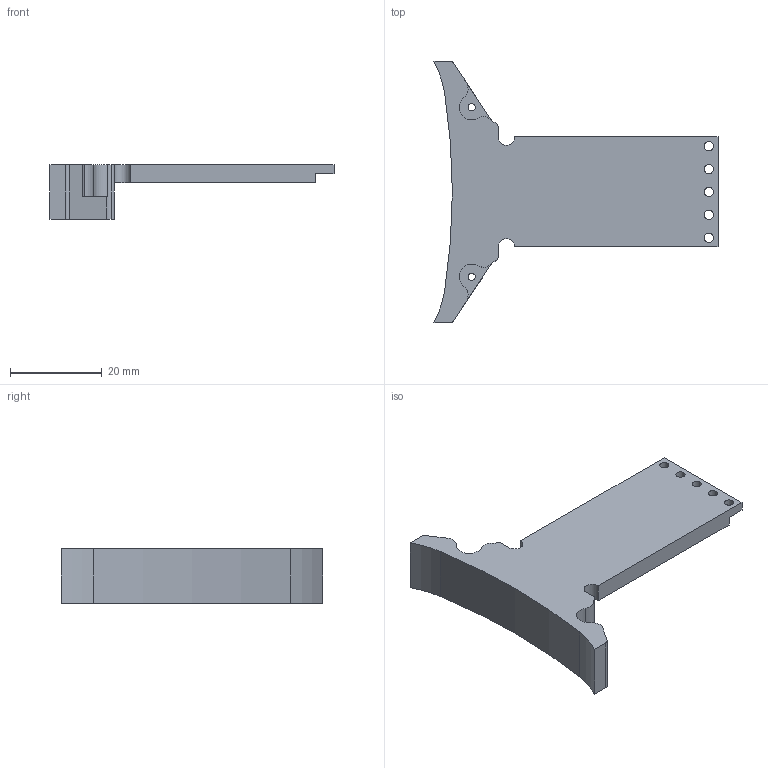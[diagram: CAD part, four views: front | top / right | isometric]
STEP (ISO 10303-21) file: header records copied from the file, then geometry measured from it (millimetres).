
FILE_DESCRIPTION(/* description */ (''),/* implementation_level */ '2;1');
FILE_NAME(/* name */ '31_Kicker Sichel.ipt.step',/* time_stamp */ '2020-01-21T16:40:57+01:00',/* author */ ('rYan'),/* organization */ (''),/* preprocessor_version */ 'ST-DEVELOPER v17.2',/* originating_system */ 'Autodesk Inventor 2019',/* authorisation */ '');
FILE_SCHEMA (('AUTOMOTIVE_DESIGN { 1 0 10303 214 3 1 1 }'));
Length unit declared in the file: millimetre
Products named in the file (1): Kicker Sichel
Bounding box: 62 x 57 x 12 mm (x, y, z)
Volume: 9749 mm3; surface area: 5329.9 mm2
Topology: 1 solids, 1 shells, 39 faces, 116 edges, 79 vertices
Faces by surface type: cylinder 24, plane 15
Full cylindrical faces by diameter (mm): 1.567 x2, 2 x5
Entity records: 1408 total; most frequent: DIRECTION 251, CARTESIAN_POINT 235, ORIENTED_EDGE 232, EDGE_CURVE 116, AXIS2_PLACEMENT_3D 95, VERTEX_POINT 79, LINE 61, VECTOR 61
